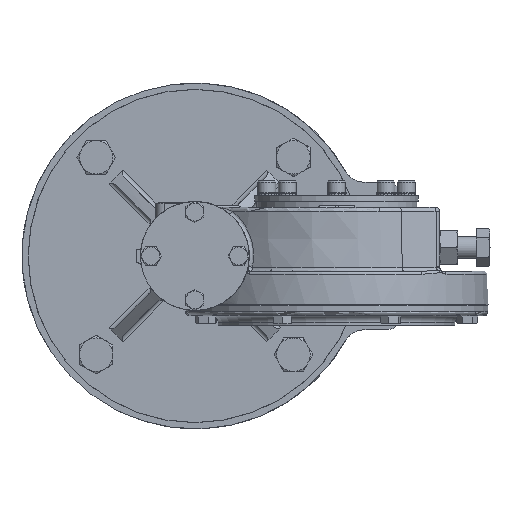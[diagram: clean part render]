
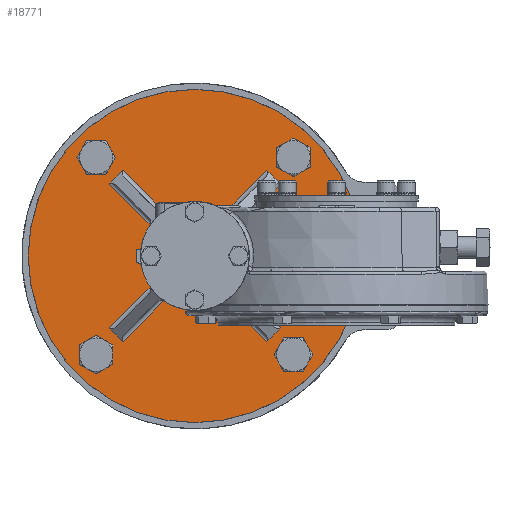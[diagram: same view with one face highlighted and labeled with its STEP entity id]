
A CAD part, left-side view. The second image highlights one B-rep face of the part: STEP entity #18771.
In plain terms, the highlighted planar face has unit normal (-1, 0, 0).
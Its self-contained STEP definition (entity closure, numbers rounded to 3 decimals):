
#1620=CIRCLE('',#22720,80.);
#1623=CIRCLE('',#22727,31.);
#1637=CIRCLE('',#22751,80.);
#1640=CIRCLE('',#22758,31.);
#1653=CIRCLE('',#22781,80.);
#1656=CIRCLE('',#22788,31.);
#1669=CIRCLE('',#22812,31.);
#1672=CIRCLE('',#22816,80.);
#1679=CIRCLE('',#22828,119.45);
#1680=CIRCLE('',#22830,8.313);
#1681=CIRCLE('',#22831,8.313);
#1682=CIRCLE('',#22832,8.313);
#1683=CIRCLE('',#22833,8.313);
#4118=ORIENTED_EDGE('',*,*,#8336,.F.);
#4119=ORIENTED_EDGE('',*,*,#8337,.F.);
#4120=ORIENTED_EDGE('',*,*,#8338,.F.);
#4121=ORIENTED_EDGE('',*,*,#8339,.F.);
#4122=ORIENTED_EDGE('',*,*,#8214,.T.);
#4123=ORIENTED_EDGE('',*,*,#8190,.T.);
#4124=ORIENTED_EDGE('',*,*,#8209,.T.);
#4125=ORIENTED_EDGE('',*,*,#8195,.T.);
#4126=ORIENTED_EDGE('',*,*,#8254,.T.);
#4127=ORIENTED_EDGE('',*,*,#8231,.T.);
#4128=ORIENTED_EDGE('',*,*,#8250,.T.);
#4129=ORIENTED_EDGE('',*,*,#8236,.T.);
#4130=ORIENTED_EDGE('',*,*,#8292,.T.);
#4131=ORIENTED_EDGE('',*,*,#8269,.T.);
#4132=ORIENTED_EDGE('',*,*,#8288,.T.);
#4133=ORIENTED_EDGE('',*,*,#8274,.T.);
#4134=ORIENTED_EDGE('',*,*,#8323,.T.);
#4135=ORIENTED_EDGE('',*,*,#8307,.T.);
#4136=ORIENTED_EDGE('',*,*,#8327,.T.);
#4137=ORIENTED_EDGE('',*,*,#8312,.T.);
#4138=ORIENTED_EDGE('',*,*,#8335,.F.);
#8190=EDGE_CURVE('',#11114,#11115,#13353,.T.);
#8195=EDGE_CURVE('',#11118,#11120,#13356,.T.);
#8209=EDGE_CURVE('',#11115,#11118,#1620,.F.);
#8214=EDGE_CURVE('',#11130,#11114,#1623,.F.);
#8231=EDGE_CURVE('',#11140,#11141,#13366,.T.);
#8236=EDGE_CURVE('',#11144,#11146,#13369,.T.);
#8250=EDGE_CURVE('',#11141,#11144,#1637,.F.);
#8254=EDGE_CURVE('',#11120,#11140,#1640,.F.);
#8269=EDGE_CURVE('',#11162,#11163,#13378,.T.);
#8274=EDGE_CURVE('',#11166,#11168,#13381,.T.);
#8288=EDGE_CURVE('',#11163,#11166,#1653,.F.);
#8292=EDGE_CURVE('',#11146,#11162,#1656,.F.);
#8307=EDGE_CURVE('',#11184,#11185,#13390,.T.);
#8312=EDGE_CURVE('',#11188,#11130,#13393,.T.);
#8323=EDGE_CURVE('',#11168,#11184,#1669,.F.);
#8327=EDGE_CURVE('',#11185,#11188,#1672,.F.);
#8335=EDGE_CURVE('',#11196,#11196,#1679,.T.);
#8336=EDGE_CURVE('',#11197,#11197,#1680,.T.);
#8337=EDGE_CURVE('',#11198,#11198,#1681,.T.);
#8338=EDGE_CURVE('',#11199,#11199,#1682,.T.);
#8339=EDGE_CURVE('',#11200,#11200,#1683,.T.);
#11114=VERTEX_POINT('',#34354);
#11115=VERTEX_POINT('',#34423);
#11118=VERTEX_POINT('',#34489);
#11120=VERTEX_POINT('',#34493);
#11130=VERTEX_POINT('',#34702);
#11140=VERTEX_POINT('',#34871);
#11141=VERTEX_POINT('',#34940);
#11144=VERTEX_POINT('',#35006);
#11146=VERTEX_POINT('',#35010);
#11162=VERTEX_POINT('',#35374);
#11163=VERTEX_POINT('',#35443);
#11166=VERTEX_POINT('',#35509);
#11168=VERTEX_POINT('',#35513);
#11184=VERTEX_POINT('',#35877);
#11185=VERTEX_POINT('',#35946);
#11188=VERTEX_POINT('',#36012);
#11196=VERTEX_POINT('',#36221);
#11197=VERTEX_POINT('',#36224);
#11198=VERTEX_POINT('',#36226);
#11199=VERTEX_POINT('',#36228);
#11200=VERTEX_POINT('',#36230);
#13353=LINE('',#34425,#14676);
#13356=LINE('',#34494,#14679);
#13366=LINE('',#34942,#14689);
#13369=LINE('',#35011,#14692);
#13378=LINE('',#35445,#14701);
#13381=LINE('',#35514,#14704);
#13390=LINE('',#35948,#14713);
#13393=LINE('',#36016,#14716);
#14676=VECTOR('',#25709,1000.);
#14679=VECTOR('',#25716,1000.);
#14689=VECTOR('',#25784,1000.);
#14692=VECTOR('',#25791,1000.);
#14701=VECTOR('',#25856,1000.);
#14704=VECTOR('',#25863,1000.);
#14713=VECTOR('',#25928,1000.);
#14716=VECTOR('',#25935,1000.);
#16090=EDGE_LOOP('',(#4118));
#16091=EDGE_LOOP('',(#4119));
#16092=EDGE_LOOP('',(#4120));
#16093=EDGE_LOOP('',(#4121));
#16094=EDGE_LOOP('',(#4122,#4123,#4124,#4125,#4126,#4127,#4128,#4129,#4130,
#4131,#4132,#4133,#4134,#4135,#4136,#4137));
#16095=EDGE_LOOP('',(#4138));
#17246=FACE_BOUND('',#16090,.T.);
#17247=FACE_BOUND('',#16091,.T.);
#17248=FACE_BOUND('',#16092,.T.);
#17249=FACE_BOUND('',#16093,.T.);
#17250=FACE_BOUND('',#16094,.T.);
#17251=FACE_BOUND('',#16095,.T.);
#18107=PLANE('',#22829);
#18771=ADVANCED_FACE('',(#17246,#17247,#17248,#17249,#17250,#17251),#18107,
 .T.);
#22720=AXIS2_PLACEMENT_3D('',#34680,#25739,#25740);
#22727=AXIS2_PLACEMENT_3D('',#34701,#25754,#25755);
#22751=AXIS2_PLACEMENT_3D('',#35197,#25814,#25815);
#22758=AXIS2_PLACEMENT_3D('',#35215,#25828,#25829);
#22781=AXIS2_PLACEMENT_3D('',#35700,#25886,#25887);
#22788=AXIS2_PLACEMENT_3D('',#35718,#25900,#25901);
#22812=AXIS2_PLACEMENT_3D('',#36180,#25959,#25960);
#22816=AXIS2_PLACEMENT_3D('',#36195,#25967,#25968);
#22828=AXIS2_PLACEMENT_3D('',#36220,#25991,#25992);
#22829=AXIS2_PLACEMENT_3D('',#36222,#25993,#25994);
#22830=AXIS2_PLACEMENT_3D('',#36223,#25995,#25996);
#22831=AXIS2_PLACEMENT_3D('',#36225,#25997,#25998);
#22832=AXIS2_PLACEMENT_3D('',#36227,#25999,#26000);
#22833=AXIS2_PLACEMENT_3D('',#36229,#26001,#26002);
#25709=DIRECTION('',(0.,0.707,-0.707));
#25716=DIRECTION('',(0.,-0.707,0.707));
#25739=DIRECTION('',(-1.,0.,0.));
#25740=DIRECTION('',(0.,1.,0.));
#25754=DIRECTION('',(-1.,0.,0.));
#25755=DIRECTION('',(0.,1.,0.));
#25784=DIRECTION('',(0.,0.707,0.707));
#25791=DIRECTION('',(0.,-0.707,-0.707));
#25814=DIRECTION('',(-1.,0.,0.));
#25815=DIRECTION('',(0.,1.,0.));
#25828=DIRECTION('',(-1.,0.,0.));
#25829=DIRECTION('',(0.,1.,0.));
#25856=DIRECTION('',(0.,-0.707,0.707));
#25863=DIRECTION('',(0.,0.707,-0.707));
#25886=DIRECTION('',(-1.,0.,0.));
#25887=DIRECTION('',(0.,1.,0.));
#25900=DIRECTION('',(-1.,0.,0.));
#25901=DIRECTION('',(0.,1.,0.));
#25928=DIRECTION('',(0.,-0.707,-0.707));
#25935=DIRECTION('',(0.,0.707,0.707));
#25959=DIRECTION('',(-1.,0.,0.));
#25960=DIRECTION('',(0.,1.,0.));
#25967=DIRECTION('',(-1.,0.,0.));
#25968=DIRECTION('',(0.,1.,0.));
#25991=DIRECTION('',(1.,0.,0.));
#25992=DIRECTION('',(0.,-1.,0.));
#25993=DIRECTION('',(-1.,0.,0.));
#25994=DIRECTION('',(0.,1.,0.));
#25995=DIRECTION('',(-1.,0.,0.));
#25996=DIRECTION('',(0.,0.,-1.));
#25997=DIRECTION('',(-1.,0.,0.));
#25998=DIRECTION('',(0.,-1.,0.));
#25999=DIRECTION('',(-1.,0.,0.));
#26000=DIRECTION('',(0.,0.,1.));
#26001=DIRECTION('',(-1.,0.,0.));
#26002=DIRECTION('',(0.,1.,0.));
#34354=CARTESIAN_POINT('',(130.,118.029,-26.304));
#34423=CARTESIAN_POINT('',(130.,153.027,-61.301));
#34425=CARTESIAN_POINT('',(130.,153.173,-61.448));
#34489=CARTESIAN_POINT('',(130.,162.926,-51.402));
#34493=CARTESIAN_POINT('',(130.,127.929,-16.404));
#34494=CARTESIAN_POINT('',(130.,128.312,-16.787));
#34680=CARTESIAN_POINT('',(130.,101.625,0.));
#34701=CARTESIAN_POINT('',(130.,101.625,0.));
#34702=CARTESIAN_POINT('',(130.,85.221,-26.304));
#34871=CARTESIAN_POINT('',(130.,127.929,16.404));
#34940=CARTESIAN_POINT('',(130.,162.926,51.402));
#34942=CARTESIAN_POINT('',(130.,163.073,51.548));
#35006=CARTESIAN_POINT('',(130.,153.027,61.301));
#35010=CARTESIAN_POINT('',(130.,118.029,26.304));
#35011=CARTESIAN_POINT('',(130.,118.412,26.687));
#35197=CARTESIAN_POINT('',(130.,101.625,0.));
#35215=CARTESIAN_POINT('',(130.,101.625,0.));
#35374=CARTESIAN_POINT('',(130.,85.221,26.304));
#35443=CARTESIAN_POINT('',(130.,50.223,61.301));
#35445=CARTESIAN_POINT('',(130.,50.077,61.448));
#35509=CARTESIAN_POINT('',(130.,40.324,51.402));
#35513=CARTESIAN_POINT('',(130.,75.321,16.404));
#35514=CARTESIAN_POINT('',(130.,74.938,16.787));
#35700=CARTESIAN_POINT('',(130.,101.625,0.));
#35718=CARTESIAN_POINT('',(130.,101.625,0.));
#35877=CARTESIAN_POINT('',(130.,75.321,-16.404));
#35946=CARTESIAN_POINT('',(130.,40.324,-51.402));
#35948=CARTESIAN_POINT('',(130.,40.177,-51.548));
#36012=CARTESIAN_POINT('',(130.,50.223,-61.301));
#36016=CARTESIAN_POINT('',(130.,84.838,-26.687));
#36180=CARTESIAN_POINT('',(130.,101.625,0.));
#36195=CARTESIAN_POINT('',(130.,101.625,0.));
#36220=CARTESIAN_POINT('',(130.,101.625,0.));
#36221=CARTESIAN_POINT('',(130.,-17.825,0.));
#36222=CARTESIAN_POINT('',(130.,82.625,0.));
#36223=CARTESIAN_POINT('',(130.,172.336,-70.711));
#36224=CARTESIAN_POINT('',(130.,172.336,-79.023));
#36225=CARTESIAN_POINT('',(130.,30.914,-70.711));
#36226=CARTESIAN_POINT('',(130.,22.602,-70.711));
#36227=CARTESIAN_POINT('',(130.,30.914,70.711));
#36228=CARTESIAN_POINT('',(130.,30.914,79.023));
#36229=CARTESIAN_POINT('',(130.,172.336,70.711));
#36230=CARTESIAN_POINT('',(130.,180.648,70.711));
